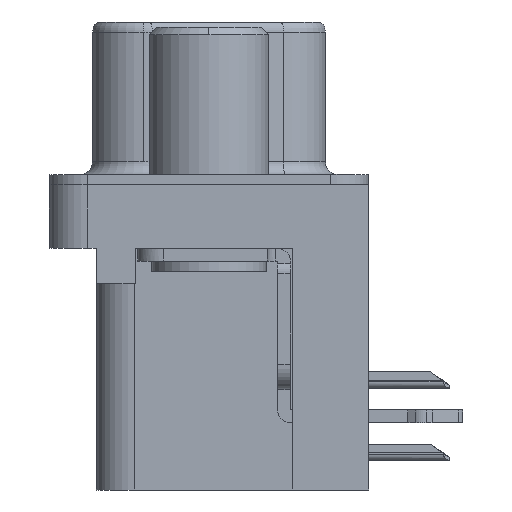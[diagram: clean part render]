
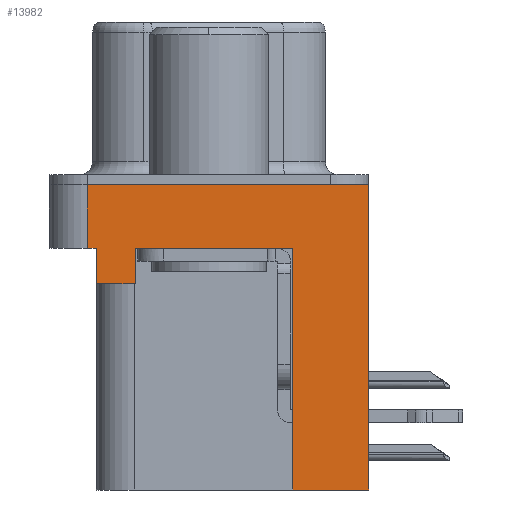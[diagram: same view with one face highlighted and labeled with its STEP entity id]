
A CAD part, left-side view. The second image highlights one B-rep face of the part: STEP entity #13982.
In plain terms, the highlighted planar face has unit normal (-1, 0, 0).
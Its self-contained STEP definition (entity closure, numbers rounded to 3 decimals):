
#729 = VERTEX_POINT ( 'NONE', #21752 ) ;
#1590 = DIRECTION ( 'NONE',  ( 0., 1., 0. ) ) ;
#2126 = LINE ( 'NONE', #14443, #20079 ) ;
#3065 = PLANE ( 'NONE',  #8158 ) ;
#3210 = EDGE_CURVE ( 'NONE', #729, #10524, #7703, .T. ) ;
#3302 = CARTESIAN_POINT ( 'NONE',  ( -2.91, -3.295, -2.5 ) ) ;
#3429 = VERTEX_POINT ( 'NONE', #24574 ) ;
#4060 = CARTESIAN_POINT ( 'NONE',  ( -2.91, 4.775, -2.5 ) ) ;
#4500 = CARTESIAN_POINT ( 'NONE',  ( -2.91, 4.775, 0. ) ) ;
#5127 = VERTEX_POINT ( 'NONE', #9391 ) ;
#5173 = VERTEX_POINT ( 'NONE', #24326 ) ;
#5214 = ORIENTED_EDGE ( 'NONE', *, *, #16754, .T. ) ;
#5223 = ORIENTED_EDGE ( 'NONE', *, *, #7265, .F. ) ;
#5353 = VECTOR ( 'NONE', #11679, 1000. ) ;
#5355 = DIRECTION ( 'NONE',  ( 0., 0., 1. ) ) ;
#5359 = EDGE_CURVE ( 'NONE', #10686, #5796, #9302, .T. ) ;
#5600 = VECTOR ( 'NONE', #5355, 1000. ) ;
#5633 = LINE ( 'NONE', #24551, #13302 ) ;
#5796 = VERTEX_POINT ( 'NONE', #16207 ) ;
#6147 = VECTOR ( 'NONE', #23755, 1000. ) ;
#6433 = DIRECTION ( 'NONE',  ( 0., -1., 0. ) ) ;
#6447 = CARTESIAN_POINT ( 'NONE',  ( -2.91, 4.425, -2.5 ) ) ;
#6632 = VERTEX_POINT ( 'NONE', #4500 ) ;
#6720 = ORIENTED_EDGE ( 'NONE', *, *, #5359, .T. ) ;
#6828 = LINE ( 'NONE', #27095, #7800 ) ;
#7265 = EDGE_CURVE ( 'NONE', #3429, #6632, #14866, .T. ) ;
#7528 = CARTESIAN_POINT ( 'NONE',  ( -2.91, -6.275, -2.5 ) ) ;
#7703 = LINE ( 'NONE', #15866, #9712 ) ;
#7800 = VECTOR ( 'NONE', #1590, 1000. ) ;
#8158 = AXIS2_PLACEMENT_3D ( 'NONE', #15849, #18172, #17977 ) ;
#8939 = DIRECTION ( 'NONE',  ( 0., 0., 1. ) ) ;
#9122 = VECTOR ( 'NONE', #8939, 1000. ) ;
#9302 = LINE ( 'NONE', #20123, #5600 ) ;
#9391 = CARTESIAN_POINT ( 'NONE',  ( -2.91, -6.275, 0. ) ) ;
#9712 = VECTOR ( 'NONE', #24214, 1000. ) ;
#10524 = VERTEX_POINT ( 'NONE', #25381 ) ;
#10686 = VERTEX_POINT ( 'NONE', #24232 ) ;
#11077 = ORIENTED_EDGE ( 'NONE', *, *, #3210, .F. ) ;
#11278 = VERTEX_POINT ( 'NONE', #6447 ) ;
#11679 = DIRECTION ( 'NONE',  ( 0., -1., 0. ) ) ;
#13302 = VECTOR ( 'NONE', #20260, 1000. ) ;
#13982 = ADVANCED_FACE ( 'NONE', ( #24796 ), #3065, .T. ) ;
#14228 = VECTOR ( 'NONE', #22348, 1000. ) ;
#14443 = CARTESIAN_POINT ( 'NONE',  ( -2.91, -6.275, -2.5 ) ) ;
#14681 = LINE ( 'NONE', #22513, #5353 ) ;
#14866 = LINE ( 'NONE', #4060, #25839 ) ;
#14894 = ORIENTED_EDGE ( 'NONE', *, *, #18126, .T. ) ;
#15647 = EDGE_CURVE ( 'NONE', #10524, #24260, #26055, .T. ) ;
#15849 = CARTESIAN_POINT ( 'NONE',  ( -2.91, -6.275, -2.5 ) ) ;
#15866 = CARTESIAN_POINT ( 'NONE',  ( -2.91, -3.295, -12. ) ) ;
#16207 = CARTESIAN_POINT ( 'NONE',  ( -2.91, 2.895, -2.5 ) ) ;
#16461 = ORIENTED_EDGE ( 'NONE', *, *, #26456, .T. ) ;
#16754 = EDGE_CURVE ( 'NONE', #3429, #11278, #17860, .T. ) ;
#16788 = ORIENTED_EDGE ( 'NONE', *, *, #15647, .F. ) ;
#17773 = EDGE_CURVE ( 'NONE', #5173, #11278, #17801, .T. ) ;
#17801 = LINE ( 'NONE', #24023, #6147 ) ;
#17860 = LINE ( 'NONE', #7528, #14228 ) ;
#17977 = DIRECTION ( 'NONE',  ( 0., 0., 1. ) ) ;
#18126 = EDGE_CURVE ( 'NONE', #5796, #24260, #2126, .T. ) ;
#18172 = DIRECTION ( 'NONE',  ( -1., 0., 0. ) ) ;
#18570 = EDGE_LOOP ( 'NONE', ( #22752, #5223, #5214, #22879, #19119, #6720, #14894, #16788, #11077, #16461 ) ) ;
#19119 = ORIENTED_EDGE ( 'NONE', *, *, #23462, .F. ) ;
#20079 = VECTOR ( 'NONE', #6433, 1000. ) ;
#20123 = CARTESIAN_POINT ( 'NONE',  ( -2.91, 2.895, -3.9 ) ) ;
#20260 = DIRECTION ( 'NONE',  ( 0., 0., 1. ) ) ;
#21028 = EDGE_CURVE ( 'NONE', #6632, #5127, #14681, .T. ) ;
#21346 = DIRECTION ( 'NONE',  ( 0., 0., 1. ) ) ;
#21752 = CARTESIAN_POINT ( 'NONE',  ( -2.91, -6.275, -12. ) ) ;
#22348 = DIRECTION ( 'NONE',  ( 0., -1., 0. ) ) ;
#22513 = CARTESIAN_POINT ( 'NONE',  ( -2.91, -6.275, 0. ) ) ;
#22752 = ORIENTED_EDGE ( 'NONE', *, *, #21028, .F. ) ;
#22879 = ORIENTED_EDGE ( 'NONE', *, *, #17773, .F. ) ;
#23462 = EDGE_CURVE ( 'NONE', #10686, #5173, #6828, .T. ) ;
#23532 = CARTESIAN_POINT ( 'NONE',  ( -2.91, -3.295, -12. ) ) ;
#23755 = DIRECTION ( 'NONE',  ( 0., 0., 1. ) ) ;
#24023 = CARTESIAN_POINT ( 'NONE',  ( -2.91, 4.425, -3.9 ) ) ;
#24214 = DIRECTION ( 'NONE',  ( 0., 1., 0. ) ) ;
#24232 = CARTESIAN_POINT ( 'NONE',  ( -2.91, 2.895, -3.9 ) ) ;
#24260 = VERTEX_POINT ( 'NONE', #3302 ) ;
#24326 = CARTESIAN_POINT ( 'NONE',  ( -2.91, 4.425, -3.9 ) ) ;
#24551 = CARTESIAN_POINT ( 'NONE',  ( -2.91, -6.275, -2.5 ) ) ;
#24574 = CARTESIAN_POINT ( 'NONE',  ( -2.91, 4.775, -2.5 ) ) ;
#24796 = FACE_OUTER_BOUND ( 'NONE', #18570, .T. ) ;
#25381 = CARTESIAN_POINT ( 'NONE',  ( -2.91, -3.295, -12. ) ) ;
#25839 = VECTOR ( 'NONE', #21346, 1000. ) ;
#26055 = LINE ( 'NONE', #23532, #9122 ) ;
#26456 = EDGE_CURVE ( 'NONE', #729, #5127, #5633, .T. ) ;
#27095 = CARTESIAN_POINT ( 'NONE',  ( -2.91, 4.425, -3.9 ) ) ;
